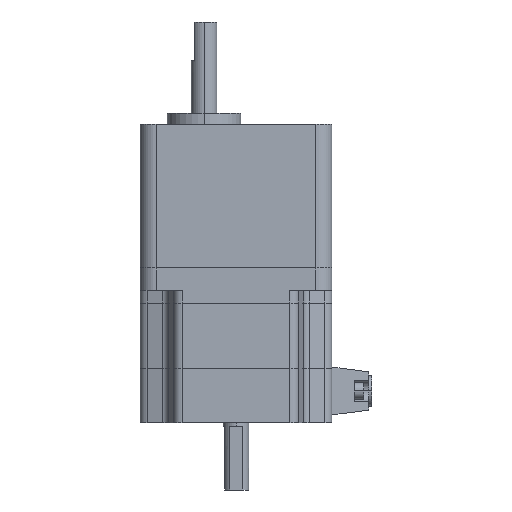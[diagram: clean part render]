
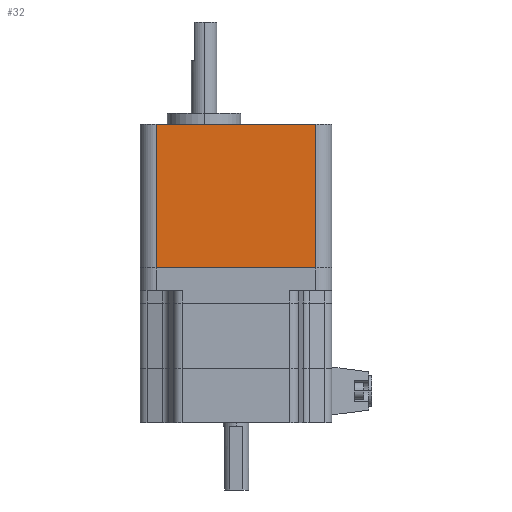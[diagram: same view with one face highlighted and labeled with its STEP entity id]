
A CAD part, left-side view. The second image highlights one B-rep face of the part: STEP entity #32.
In plain terms, the highlighted planar face has unit normal (-1, 0, 0).
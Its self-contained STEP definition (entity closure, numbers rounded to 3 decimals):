
#32 = ADVANCED_FACE ( 'NONE', ( #1077 ), #256, .F. ) ;
#256 = PLANE ( 'NONE',  #6222 ) ;
#257 = CARTESIAN_POINT ( 'NONE',  ( 0., 55., 45. ) ) ;
#258 = DIRECTION ( 'NONE',  ( 1., 0., 0. ) ) ;
#259 = DIRECTION ( 'NONE',  ( 0., 0., -1. ) ) ;
#421 = EDGE_CURVE ( 'NONE', #2602, #2603, #1258, .T. ) ;
#430 = EDGE_CURVE ( 'NONE', #2602, #2610, #1262, .T. ) ;
#433 = EDGE_CURVE ( 'NONE', #2603, #2611, #1264, .T. ) ;
#434 = EDGE_CURVE ( 'NONE', #2610, #2611, #1265, .T. ) ;
#871 = EDGE_LOOP ( 'NONE', ( #1934, #1936, #1935, #1937 ) ) ;
#1077 = FACE_OUTER_BOUND ( 'NONE', #871, .T. ) ;
#1258 = LINE ( 'NONE', #3001, #6466 ) ;
#1262 = LINE ( 'NONE', #3024, #6398 ) ;
#1264 = LINE ( 'NONE', #3031, #6353 ) ;
#1265 = LINE ( 'NONE', #3033, #6416 ) ;
#1934 = ORIENTED_EDGE ( 'NONE', *, *, #434, .T. ) ;
#1935 = ORIENTED_EDGE ( 'NONE', *, *, #421, .F. ) ;
#1936 = ORIENTED_EDGE ( 'NONE', *, *, #433, .F. ) ;
#1937 = ORIENTED_EDGE ( 'NONE', *, *, #430, .T. ) ;
#2602 = VERTEX_POINT ( 'NONE', #4111 ) ;
#2603 = VERTEX_POINT ( 'NONE', #4112 ) ;
#2610 = VERTEX_POINT ( 'NONE', #4119 ) ;
#2611 = VERTEX_POINT ( 'NONE', #4120 ) ;
#3001 = CARTESIAN_POINT ( 'NONE',  ( 0., 55., 45. ) ) ;
#3002 = DIRECTION ( 'NONE',  ( 0., -1., 0. ) ) ;
#3024 = CARTESIAN_POINT ( 'NONE',  ( 0., 55., 45. ) ) ;
#3025 = DIRECTION ( 'NONE',  ( 0., 0., -1. ) ) ;
#3031 = CARTESIAN_POINT ( 'NONE',  ( 0., 5., 45. ) ) ;
#3032 = DIRECTION ( 'NONE',  ( 0., 0., -1. ) ) ;
#3033 = CARTESIAN_POINT ( 'NONE',  ( 0., 55., 0. ) ) ;
#3034 = DIRECTION ( 'NONE',  ( 0., -1., 0. ) ) ;
#4111 = CARTESIAN_POINT ( 'NONE',  ( 0., 55., 45. ) ) ;
#4112 = CARTESIAN_POINT ( 'NONE',  ( 0., 5., 45. ) ) ;
#4119 = CARTESIAN_POINT ( 'NONE',  ( 0., 55., 0. ) ) ;
#4120 = CARTESIAN_POINT ( 'NONE',  ( 0., 5., 0. ) ) ;
#6222 = AXIS2_PLACEMENT_3D ( 'NONE', #257, #258, #259 ) ;
#6353 = VECTOR ( 'NONE', #3032, 1000. ) ;
#6398 = VECTOR ( 'NONE', #3025, 1000. ) ;
#6416 = VECTOR ( 'NONE', #3034, 1000. ) ;
#6466 = VECTOR ( 'NONE', #3002, 1000. ) ;
